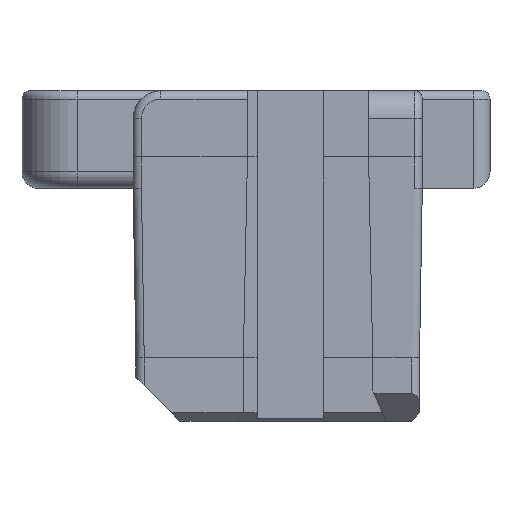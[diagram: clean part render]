
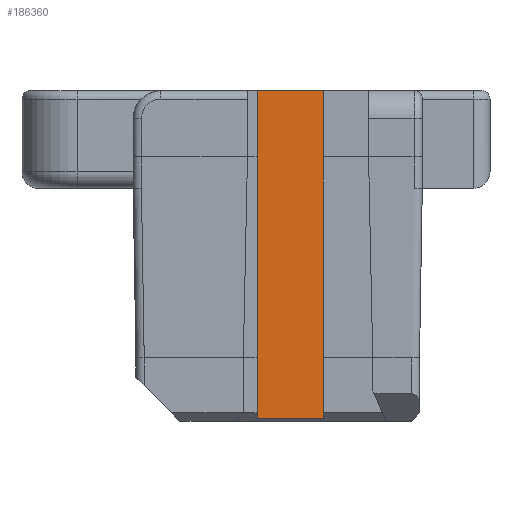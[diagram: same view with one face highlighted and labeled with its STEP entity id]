
A CAD part, front view. The second image highlights one B-rep face of the part: STEP entity #186360.
In plain terms, the highlighted planar face has unit normal (0, -1, 0).
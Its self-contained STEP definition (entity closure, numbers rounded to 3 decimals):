
#79150=CARTESIAN_POINT('',(-33.904,-8.815,
125.115));
#79160=VERTEX_POINT('',#79150);
#79190=CARTESIAN_POINT('',(-33.804,-8.815,
125.115));
#79200=DIRECTION('',(1.,0.,0.));
#79210=VECTOR('',#79200,1.);
#79220=LINE('',#79190,#79210);
#79230=CARTESIAN_POINT('',(-32.704,-8.815,
125.115));
#79240=VERTEX_POINT('',#79230);
#79250=EDGE_CURVE('',#79160,#79240,#79220,.T.);
#151860=CARTESIAN_POINT('',(-32.704,-8.815,
131.065));
#151870=VERTEX_POINT('',#151860);
#151900=CARTESIAN_POINT('',(-33.804,-8.815,
131.065));
#151910=DIRECTION('',(1.,0.,0.));
#151920=VECTOR('',#151910,1.);
#151930=LINE('',#151900,#151920);
#151940=CARTESIAN_POINT('',(-33.904,-8.815,
131.065));
#151950=VERTEX_POINT('',#151940);
#151960=EDGE_CURVE('',#151950,#151870,#151930,.T.);
#186150=CARTESIAN_POINT('',(-33.704,-8.815,
124.485));
#186160=DIRECTION('',(0.,1.,0.));
#186170=DIRECTION('',(1.,0.,0.));
#186180=AXIS2_PLACEMENT_3D('',#186150,#186160,#186170);
#186190=PLANE('',#186180);
#186200=ORIENTED_EDGE('',*,*,#151960,.F.);
#186210=CARTESIAN_POINT('',(-32.704,-8.815,
127.909));
#186220=DIRECTION('',(0.,0.,1.));
#186230=VECTOR('',#186220,1.);
#186240=LINE('',#186210,#186230);
#186250=EDGE_CURVE('',#79240,#151870,#186240,.T.);
#186260=ORIENTED_EDGE('',*,*,#186250,.T.);
#186270=ORIENTED_EDGE('',*,*,#79250,.T.);
#186280=CARTESIAN_POINT('',(-33.904,-8.815,
127.709));
#186290=DIRECTION('',(0.,0.,1.));
#186300=VECTOR('',#186290,1.);
#186310=LINE('',#186280,#186300);
#186320=EDGE_CURVE('',#79160,#151950,#186310,.T.);
#186330=ORIENTED_EDGE('',*,*,#186320,.F.);
#186340=EDGE_LOOP('',(#186330,#186270,#186260,#186200));
#186350=FACE_OUTER_BOUND('',#186340,.T.);
#186360=ADVANCED_FACE('',(#186350),#186190,.F.);
